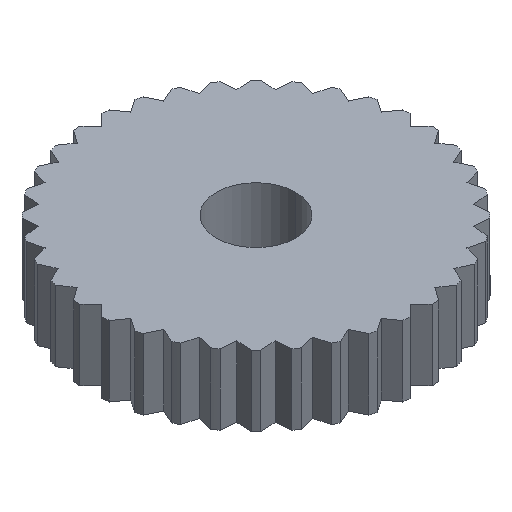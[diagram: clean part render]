
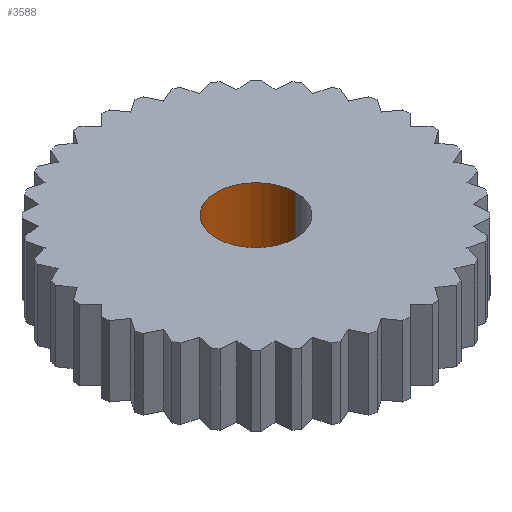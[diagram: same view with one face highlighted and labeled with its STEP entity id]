
A CAD part, isometric view. The second image highlights one B-rep face of the part: STEP entity #3588.
In plain terms, the highlighted cylindrical face has radius 0.9 mm (diameter 1.8 mm), a partial arc.
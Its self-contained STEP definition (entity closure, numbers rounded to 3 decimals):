
#1=CARTESIAN_POINT('POINT1',(0.9,0.,-1.6));
#2=VERTEX_POINT('VERTEX1',#1);
#3=CARTESIAN_POINT('POINT2',(-0.9,0.,-1.6));
#4=VERTEX_POINT('VERTEX2',#3);
#12=CARTESIAN_POINT('POS2',(0.,0.,-1.6));
#13=DIRECTION('DIR3',(0.,0.,-1.));
#14=DIRECTION('DIR4',(-1.,0.,0.));
#15=AXIS2_PLACEMENT_3D('AXIS2',#12,#13,#14);
#16=CIRCLE('ELLIPSE2',#15,0.9);
#17=EDGE_CURVE('EDGE2',#4,#2,#16,.T.);
#3557=CARTESIAN_POINT('POINT219',(-0.9,0.,0.));
#3558=VERTEX_POINT('VERTEX219',#3557);
#3559=CARTESIAN_POINT('POS436',(-0.9,0.,0.));
#3560=DIRECTION('DIR619',(0.,0.,-1.));
#3561=VECTOR('VEC253',#3560,1.);
#3562=LINE('STRAIGHT253',#3559,#3561);
#3563=EDGE_CURVE('EDGE327',#3558,#4,#3562,.T.);
#3564=ORIENTED_EDGE('COEDGE543',*,*,#3563,.T.);
#3565=ORIENTED_EDGE('COEDGE544',*,*,#17,.T.);
#3566=CARTESIAN_POINT('POINT220',(0.9,0.,0.));
#3567=VERTEX_POINT('VERTEX220',#3566);
#3568=CARTESIAN_POINT('POS437',(0.9,0.,0.)
   );
#3569=DIRECTION('DIR620',(0.,0.,-1.));
#3570=VECTOR('VEC254',#3569,1.);
#3571=LINE('STRAIGHT254',#3568,#3570);
#3572=EDGE_CURVE('EDGE328',#3567,#2,#3571,.T.);
#3573=ORIENTED_EDGE('COEDGE545',*,*,#3572,.F.);
#3574=CARTESIAN_POINT('POS438',(0.,0.,0.));
#3575=DIRECTION('DIR621',(0.,0.,-1.));
#3576=DIRECTION('DIR622',(-1.,0.,0.));
#3577=AXIS2_PLACEMENT_3D('AXIS184',#3574,#3575,#3576);
#3578=CIRCLE('ELLIPSE75',#3577,0.9);
#3579=EDGE_CURVE('EDGE329',#3558,#3567,#3578,.T.);
#3580=ORIENTED_EDGE('COEDGE546',*,*,#3579,.F.);
#3581=EDGE_LOOP('NONE',(#3564,#3565,#3573,#3580));
#3582=FACE_BOUND('LOOP1',#3581,.T.);
#3583=CARTESIAN_POINT('POS439',(0.,0.,0.));
#3584=DIRECTION('DIR623',(0.,0.,-1.));
#3585=DIRECTION('DIR624',(-1.,0.,0.));
#3586=AXIS2_PLACEMENT_3D('AXIS185',#3583,#3584,#3585);
#3587=CYLINDRICAL_SURFACE('CONE_SURF37',#3586,0.9);
#3588=ADVANCED_FACE('FACE110',(#3582),#3587,.F.);
